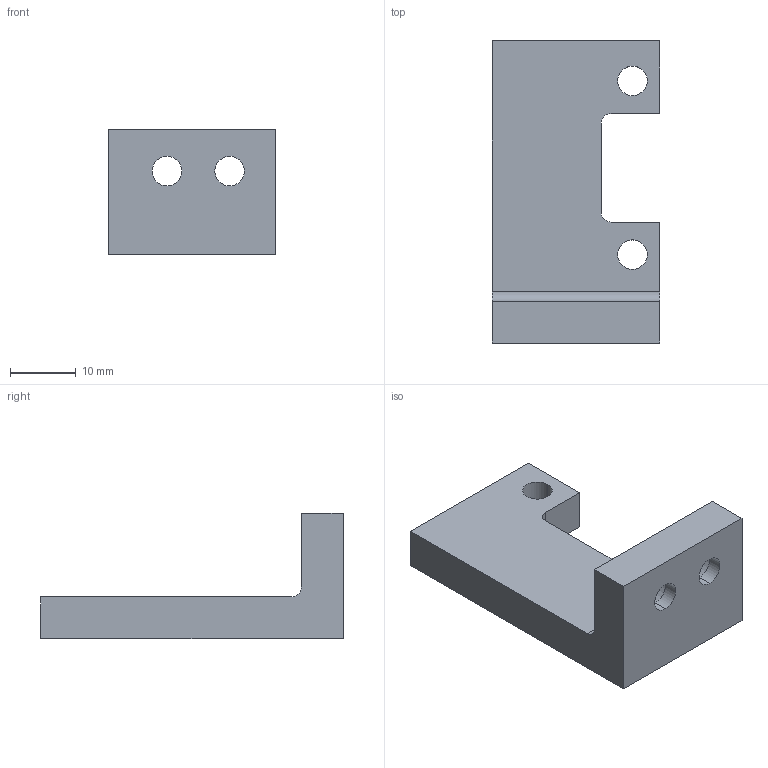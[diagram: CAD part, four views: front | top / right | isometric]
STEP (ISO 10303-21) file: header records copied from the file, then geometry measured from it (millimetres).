
FILE_DESCRIPTION (( 'STEP AP203' ), '1' );
FILE_NAME ('D0902110-v2_aLIGO_SUS_HSTS_WIRE CLAMP, UPPER WIRE JIG.STEP', '2010-09-01T20:37:15', ( 'Dwayne Giardina' ), ( 'CA Institute of Technology' ), 'SwSTEP 2.0', 'SolidWorks 2010', '' );
FILE_SCHEMA (( 'CONFIG_CONTROL_DESIGN' ));
Length unit declared in the file: inch
Products named in the file (1): D0902110-v2_aLIGO_SUS_HSTS_WIRE CLAMP, UPPER WIRE JIG
Bounding box: 25.4 x 45.97 x 19.05 mm (x, y, z)
Volume: 7867.3 mm3; surface area: 4167.6 mm2
Topology: 1 solids, 1 shells, 29 faces, 75 edges, 50 vertices
Faces by surface type: cylinder 15, plane 14
Entity records: 994 total; most frequent: DIRECTION 165, CARTESIAN_POINT 155, ORIENTED_EDGE 150, EDGE_CURVE 75, AXIS2_PLACEMENT_3D 60, VERTEX_POINT 50, VECTOR 45, LINE 45
